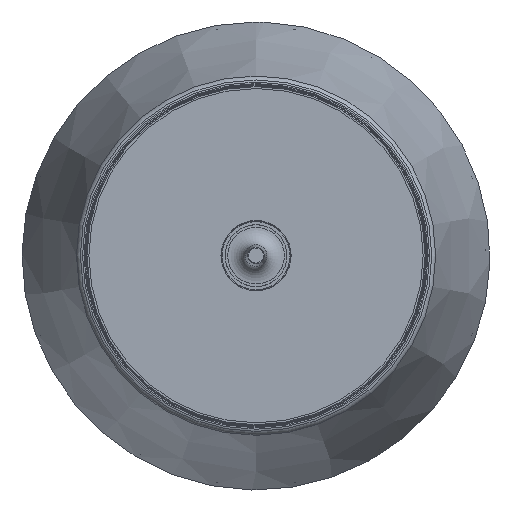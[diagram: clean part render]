
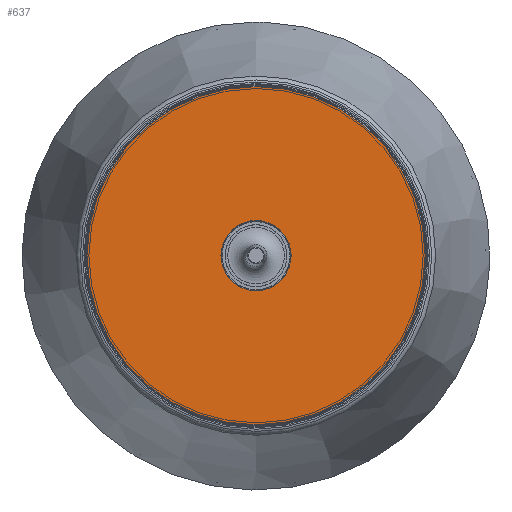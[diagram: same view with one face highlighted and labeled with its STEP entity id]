
A CAD part, top view. The second image highlights one B-rep face of the part: STEP entity #637.
In plain terms, the highlighted planar face has unit normal (0, 0, 1).
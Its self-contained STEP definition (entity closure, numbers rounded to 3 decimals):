
#22=FACE_BOUND('',#122,.T.);
#33=PLANE('',#767);
#82=FACE_OUTER_BOUND('',#121,.T.);
#121=EDGE_LOOP('',(#589,#590));
#122=EDGE_LOOP('',(#591,#592));
#231=CIRCLE('',#764,75.858);
#232=CIRCLE('',#765,75.858);
#234=CIRCLE('',#768,15.756);
#235=CIRCLE('',#769,15.756);
#306=VERTEX_POINT('',#1233);
#307=VERTEX_POINT('',#1234);
#308=VERTEX_POINT('',#1239);
#309=VERTEX_POINT('',#1240);
#401=EDGE_CURVE('',#306,#307,#231,.T.);
#402=EDGE_CURVE('',#307,#306,#232,.T.);
#404=EDGE_CURVE('',#308,#309,#234,.T.);
#405=EDGE_CURVE('',#309,#308,#235,.T.);
#589=ORIENTED_EDGE('',*,*,#401,.T.);
#590=ORIENTED_EDGE('',*,*,#402,.T.);
#591=ORIENTED_EDGE('',*,*,#404,.F.);
#592=ORIENTED_EDGE('',*,*,#405,.F.);
#637=ADVANCED_FACE('',(#82,#22),#33,.T.);
#764=AXIS2_PLACEMENT_3D('',#1235,#998,#999);
#765=AXIS2_PLACEMENT_3D('',#1236,#1000,#1001);
#767=AXIS2_PLACEMENT_3D('',#1238,#1004,#1005);
#768=AXIS2_PLACEMENT_3D('',#1241,#1006,#1007);
#769=AXIS2_PLACEMENT_3D('',#1242,#1008,#1009);
#998=DIRECTION('center_axis',(0.,0.,1.));
#999=DIRECTION('ref_axis',(1.,0.,0.));
#1000=DIRECTION('center_axis',(0.,0.,1.));
#1001=DIRECTION('ref_axis',(1.,0.,0.));
#1004=DIRECTION('center_axis',(0.,0.,1.));
#1005=DIRECTION('ref_axis',(1.,0.,0.));
#1006=DIRECTION('center_axis',(0.,0.,1.));
#1007=DIRECTION('ref_axis',(1.,0.,0.));
#1008=DIRECTION('center_axis',(0.,0.,1.));
#1009=DIRECTION('ref_axis',(1.,0.,0.));
#1233=CARTESIAN_POINT('',(0.,-75.858,46.568));
#1234=CARTESIAN_POINT('',(-75.858,0.,46.568));
#1235=CARTESIAN_POINT('Origin',(0.,0.,46.568));
#1236=CARTESIAN_POINT('Origin',(0.,0.,46.568));
#1238=CARTESIAN_POINT('Origin',(0.,-15.756,46.568));
#1239=CARTESIAN_POINT('',(0.,-15.756,46.568));
#1240=CARTESIAN_POINT('',(0.,15.756,46.568));
#1241=CARTESIAN_POINT('Origin',(0.,0.,46.568));
#1242=CARTESIAN_POINT('Origin',(0.,0.,46.568));
